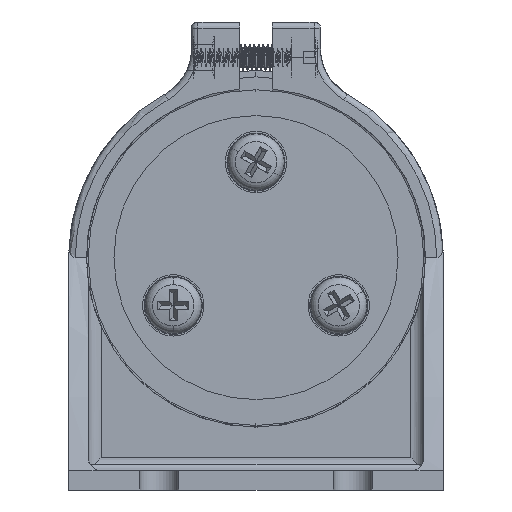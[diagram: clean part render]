
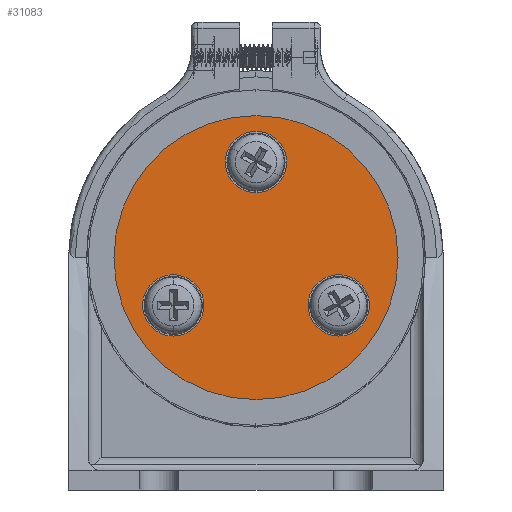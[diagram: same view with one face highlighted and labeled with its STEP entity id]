
A CAD part, left-side view. The second image highlights one B-rep face of the part: STEP entity #31083.
In plain terms, the highlighted free-form (B-spline) face has degree [1, 1] with [2, 2] control points.
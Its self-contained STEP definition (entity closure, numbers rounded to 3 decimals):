
#30309=CARTESIAN_POINT('',(25.0,29.0,58.));
#30310=VERTEX_POINT('',#30309);
#30326=CARTESIAN_POINT('',(25.0,29.0,14.));
#30327=VERTEX_POINT('',#30326);
#30334=CARTESIAN_POINT('',(25.0,29.0,36.));
#30335=DIRECTION('',(1.0,0.0,0.0));
#30336=DIRECTION('',(0.0,0.0,1.0));
#30337=AXIS2_PLACEMENT_3D('',#30334,#30335,#30336);
#30338=CIRCLE('',#30337,22.);
#30339=EDGE_CURVE('',#30327,#30310,#30338,.T.);
#30425=CARTESIAN_POINT('',(25.0,45.931,26.225));
#30426=VERTEX_POINT('',#30425);
#30442=CARTESIAN_POINT('',(25.0,37.704,30.975));
#30443=VERTEX_POINT('',#30442);
#30450=CARTESIAN_POINT('',(25.0,41.817,28.6));
#30451=DIRECTION('',(-1.,0.0,0.0));
#30452=DIRECTION('',(0.0,0.866,-0.5));
#30453=AXIS2_PLACEMENT_3D('',#30450,#30451,#30452);
#30454=CIRCLE('',#30453,4.75);
#30455=EDGE_CURVE('',#30443,#30426,#30454,.T.);
#30488=CARTESIAN_POINT('',(25.0,12.069,26.225));
#30489=VERTEX_POINT('',#30488);
#30505=CARTESIAN_POINT('',(25.0,20.296,30.975));
#30506=VERTEX_POINT('',#30505);
#30513=CARTESIAN_POINT('',(25.0,16.183,28.6));
#30514=DIRECTION('',(-1.0,0.0,0.0));
#30515=DIRECTION('',(0.0,-0.866,-0.5));
#30516=AXIS2_PLACEMENT_3D('',#30513,#30514,#30515);
#30517=CIRCLE('',#30516,4.75);
#30518=EDGE_CURVE('',#30506,#30489,#30517,.T.);
#30551=CARTESIAN_POINT('',(25.0,29.0,55.55));
#30552=VERTEX_POINT('',#30551);
#30568=CARTESIAN_POINT('',(25.0,29.0,46.05));
#30569=VERTEX_POINT('',#30568);
#30576=CARTESIAN_POINT('',(25.0,29.0,50.8));
#30577=DIRECTION('',(-1.0,0.0,0.0));
#30578=DIRECTION('',(0.0,0.0,1.0));
#30579=AXIS2_PLACEMENT_3D('',#30576,#30577,#30578);
#30580=CIRCLE('',#30579,4.75);
#30581=EDGE_CURVE('',#30569,#30552,#30580,.T.);
#30613=CARTESIAN_POINT('',(25.0,29.0,50.8));
#30614=DIRECTION('',(-1.0,0.0,0.0));
#30615=DIRECTION('',(0.0,0.0,1.0));
#30616=AXIS2_PLACEMENT_3D('',#30613,#30614,#30615);
#30617=CIRCLE('',#30616,4.75);
#30618=EDGE_CURVE('',#30552,#30569,#30617,.T.);
#30658=CARTESIAN_POINT('',(25.0,16.183,28.6));
#30659=DIRECTION('',(-1.0,0.0,0.0));
#30660=DIRECTION('',(0.0,-0.866,-0.5));
#30661=AXIS2_PLACEMENT_3D('',#30658,#30659,#30660);
#30662=CIRCLE('',#30661,4.75);
#30663=EDGE_CURVE('',#30489,#30506,#30662,.T.);
#30703=CARTESIAN_POINT('',(25.0,41.817,28.6));
#30704=DIRECTION('',(-1.,0.0,0.0));
#30705=DIRECTION('',(0.0,0.866,-0.5));
#30706=AXIS2_PLACEMENT_3D('',#30703,#30704,#30705);
#30707=CIRCLE('',#30706,4.75);
#30708=EDGE_CURVE('',#30426,#30443,#30707,.T.);
#30813=CARTESIAN_POINT('',(25.0,29.0,36.));
#30814=DIRECTION('',(1.0,0.0,0.0));
#30815=DIRECTION('',(0.0,0.0,1.0));
#30816=AXIS2_PLACEMENT_3D('',#30813,#30814,#30815);
#30817=CIRCLE('',#30816,22.);
#30818=EDGE_CURVE('',#30310,#30327,#30817,.T.);
#31062=CARTESIAN_POINT('',(25.0,51.,58.));
#31063=CARTESIAN_POINT('',(25.0,7.,58.));
#31064=CARTESIAN_POINT('',(25.0,51.,14.));
#31065=CARTESIAN_POINT('',(25.0,7.,14.));
#31066=B_SPLINE_SURFACE_WITH_KNOTS('',1,1,((#31062,#31064),(#31063,#31065)),.UNSPECIFIED.,.F.,.F.,.U.,(2,2),(2,2),(0.0,44.),(0.0,44.),.UNSPECIFIED.);
#31067=ORIENTED_EDGE('',*,*,#30818,.F.);
#31068=ORIENTED_EDGE('',*,*,#30339,.F.);
#31069=EDGE_LOOP('',(#31067,#31068));
#31070=FACE_OUTER_BOUND('',#31069,.T.);
#31071=ORIENTED_EDGE('',*,*,#30708,.F.);
#31072=ORIENTED_EDGE('',*,*,#30455,.F.);
#31073=EDGE_LOOP('',(#31071,#31072));
#31074=FACE_BOUND('',#31073,.T.);
#31075=ORIENTED_EDGE('',*,*,#30663,.F.);
#31076=ORIENTED_EDGE('',*,*,#30518,.F.);
#31077=EDGE_LOOP('',(#31075,#31076));
#31078=FACE_BOUND('',#31077,.T.);
#31079=ORIENTED_EDGE('',*,*,#30618,.F.);
#31080=ORIENTED_EDGE('',*,*,#30581,.F.);
#31081=EDGE_LOOP('',(#31079,#31080));
#31082=FACE_BOUND('',#31081,.T.);
#31083=ADVANCED_FACE('',(#31070,#31074,#31078,#31082),#31066,.F.);
